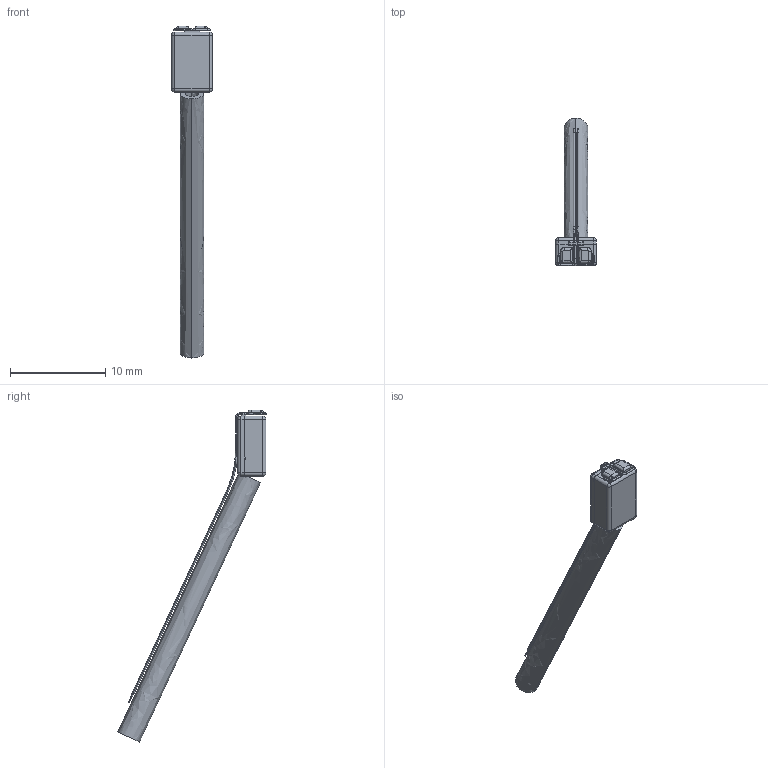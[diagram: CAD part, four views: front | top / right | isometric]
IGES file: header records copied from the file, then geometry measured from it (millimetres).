
Start section:  PTC IGES file: ed-27288-p111_sw.igs
Global section: file name: ed-27288-p111_sw.igs; native system: Pro/ENGINEER by Parametric Technology Corporation; preprocessor: 2009300; author: LYan; organization: Unknown; date: 20110721.094533; units: inch
Bounding box: 4.29 x 15.53 x 34.82 mm (x, y, z)
Surface area: 637.3 mm2 (no closed solid volume)
Topology: 0 solids, 0 shells, 220 faces, 1084 edges, 1084 vertices
Faces by surface type: revolution 138, bspline 82
